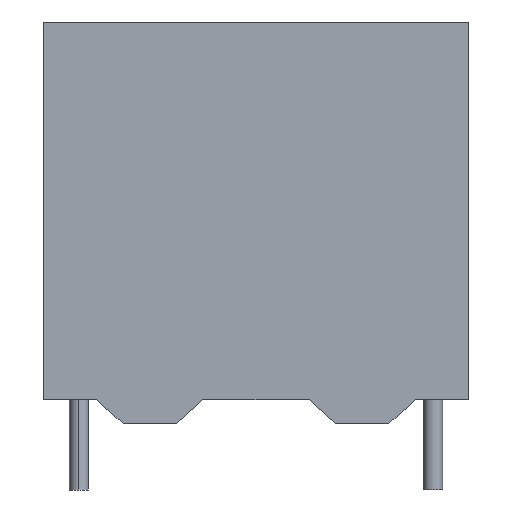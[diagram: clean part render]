
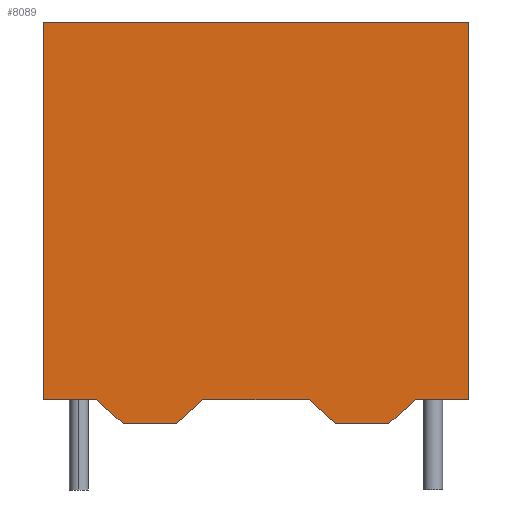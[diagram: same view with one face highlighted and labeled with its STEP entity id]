
A CAD part, left-side view. The second image highlights one B-rep face of the part: STEP entity #8089.
In plain terms, the highlighted planar face has unit normal (-1, 0, 0).
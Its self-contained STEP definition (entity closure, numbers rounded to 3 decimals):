
#124 = VECTOR ( 'NONE', #43672, 1000. ) ;
#497 = LINE ( 'NONE', #12838, #38133 ) ;
#1240 = VECTOR ( 'NONE', #18586, 1000. ) ;
#1837 = VECTOR ( 'NONE', #12516, 1000. ) ;
#2383 = DIRECTION ( 'NONE',  ( 0., 1., 0. ) ) ;
#2470 = CARTESIAN_POINT ( 'NONE',  ( 0., 9., 0. ) ) ;
#2998 = DIRECTION ( 'NONE',  ( 0., 0., 1. ) ) ;
#4004 = CARTESIAN_POINT ( 'NONE',  ( 0., 18., 1. ) ) ;
#4227 = VERTEX_POINT ( 'NONE', #10011 ) ;
#5002 = VERTEX_POINT ( 'NONE', #16363 ) ;
#5316 = LINE ( 'NONE', #43273, #6426 ) ;
#5960 = ORIENTED_EDGE ( 'NONE', *, *, #21307, .F. ) ;
#6153 = ORIENTED_EDGE ( 'NONE', *, *, #27151, .F. ) ;
#6240 = ORIENTED_EDGE ( 'NONE', *, *, #37023, .F. ) ;
#6426 = VECTOR ( 'NONE', #8072, 1000. ) ;
#7658 = CARTESIAN_POINT ( 'NONE',  ( 0., 9., 0. ) ) ;
#7951 = EDGE_CURVE ( 'NONE', #4227, #35801, #44755, .T. ) ;
#8069 = ORIENTED_EDGE ( 'NONE', *, *, #14357, .F. ) ;
#8072 = DIRECTION ( 'NONE',  ( 0., 0.747, -0.664 ) ) ;
#8089 = ADVANCED_FACE ( 'NONE', ( #45827 ), #23585, .F. ) ;
#9471 = CARTESIAN_POINT ( 'NONE',  ( 0., 11.25, 1. ) ) ;
#9491 = VERTEX_POINT ( 'NONE', #18054 ) ;
#9940 = CARTESIAN_POINT ( 'NONE',  ( 0., 18., 8.717 ) ) ;
#10011 = CARTESIAN_POINT ( 'NONE',  ( 0., 3.375, 0. ) ) ;
#10057 = EDGE_LOOP ( 'NONE', ( #6153, #8069, #18300, #10729, #6240, #26378, #25815, #43098, #33856, #5960, #11360, #26232 ) ) ;
#10106 = LINE ( 'NONE', #15948, #16100 ) ;
#10182 = VERTEX_POINT ( 'NONE', #29303 ) ;
#10317 = VERTEX_POINT ( 'NONE', #43007 ) ;
#10729 = ORIENTED_EDGE ( 'NONE', *, *, #19219, .F. ) ;
#11360 = ORIENTED_EDGE ( 'NONE', *, *, #33819, .F. ) ;
#12327 = LINE ( 'NONE', #30142, #1837 ) ;
#12433 = VECTOR ( 'NONE', #12805, 1000. ) ;
#12516 = DIRECTION ( 'NONE',  ( 0., 0.747, 0.664 ) ) ;
#12805 = DIRECTION ( 'NONE',  ( 0., 0.747, 0.664 ) ) ;
#12838 = CARTESIAN_POINT ( 'NONE',  ( 0., 11.25, 1. ) ) ;
#13148 = CARTESIAN_POINT ( 'NONE',  ( 0., 5.625, 0. ) ) ;
#13292 = CARTESIAN_POINT ( 'NONE',  ( 0., 18., 17. ) ) ;
#13629 = EDGE_CURVE ( 'NONE', #5002, #4227, #5316, .T. ) ;
#14178 = VECTOR ( 'NONE', #2998, 1000. ) ;
#14357 = EDGE_CURVE ( 'NONE', #28060, #41144, #21767, .T. ) ;
#15300 = VECTOR ( 'NONE', #17771, 1000. ) ;
#15948 = CARTESIAN_POINT ( 'NONE',  ( 0., 0., 8.717 ) ) ;
#16100 = VECTOR ( 'NONE', #37223, 1000. ) ;
#16363 = CARTESIAN_POINT ( 'NONE',  ( 0., 2.25, 1. ) ) ;
#17771 = DIRECTION ( 'NONE',  ( 0., 1., 0. ) ) ;
#18022 = CARTESIAN_POINT ( 'NONE',  ( 0., 14.625, 0. ) ) ;
#18054 = CARTESIAN_POINT ( 'NONE',  ( 0., 0., 1. ) ) ;
#18300 = ORIENTED_EDGE ( 'NONE', *, *, #38398, .F. ) ;
#18586 = DIRECTION ( 'NONE',  ( 0., 1., 0. ) ) ;
#19219 = EDGE_CURVE ( 'NONE', #30324, #10182, #497, .T. ) ;
#19282 = VERTEX_POINT ( 'NONE', #13292 ) ;
#20273 = LINE ( 'NONE', #39003, #15300 ) ;
#20364 = DIRECTION ( 'NONE',  ( 0., 0.747, -0.664 ) ) ;
#20670 = VECTOR ( 'NONE', #2383, 1000. ) ;
#21197 = CARTESIAN_POINT ( 'NONE',  ( 0., 9., 8.717 ) ) ;
#21307 = EDGE_CURVE ( 'NONE', #35757, #9491, #10106, .T. ) ;
#21547 = CARTESIAN_POINT ( 'NONE',  ( 0., 9., 1. ) ) ;
#21767 = LINE ( 'NONE', #33670, #12433 ) ;
#23585 = PLANE ( 'NONE',  #25317 ) ;
#23882 = DIRECTION ( 'NONE',  ( 0., 1., 0. ) ) ;
#25158 = VERTEX_POINT ( 'NONE', #4004 ) ;
#25317 = AXIS2_PLACEMENT_3D ( 'NONE', #21197, #35181, #32099 ) ;
#25815 = ORIENTED_EDGE ( 'NONE', *, *, #7951, .F. ) ;
#26232 = ORIENTED_EDGE ( 'NONE', *, *, #42865, .F. ) ;
#26378 = ORIENTED_EDGE ( 'NONE', *, *, #37948, .F. ) ;
#26434 = CARTESIAN_POINT ( 'NONE',  ( 0., 9., 1. ) ) ;
#26791 = LINE ( 'NONE', #26434, #20670 ) ;
#27020 = VECTOR ( 'NONE', #23882, 1000. ) ;
#27151 = EDGE_CURVE ( 'NONE', #41144, #25158, #26791, .T. ) ;
#27985 = CARTESIAN_POINT ( 'NONE',  ( 0., 9., 17. ) ) ;
#28060 = VERTEX_POINT ( 'NONE', #18022 ) ;
#29303 = CARTESIAN_POINT ( 'NONE',  ( 0., 12.375, 0. ) ) ;
#30142 = CARTESIAN_POINT ( 'NONE',  ( 0., 5.625, 0. ) ) ;
#30324 = VERTEX_POINT ( 'NONE', #9471 ) ;
#30800 = CARTESIAN_POINT ( 'NONE',  ( 0., 0., 17. ) ) ;
#31327 = VECTOR ( 'NONE', #42176, 1000. ) ;
#32099 = DIRECTION ( 'NONE',  ( 0., 0., -1. ) ) ;
#33573 = CARTESIAN_POINT ( 'NONE',  ( 0., 15.75, 1. ) ) ;
#33670 = CARTESIAN_POINT ( 'NONE',  ( 0., 14.625, 0. ) ) ;
#33819 = EDGE_CURVE ( 'NONE', #19282, #35757, #40726, .T. ) ;
#33856 = ORIENTED_EDGE ( 'NONE', *, *, #43804, .F. ) ;
#35181 = DIRECTION ( 'NONE',  ( 1., 0., 0. ) ) ;
#35757 = VERTEX_POINT ( 'NONE', #30800 ) ;
#35801 = VERTEX_POINT ( 'NONE', #13148 ) ;
#36623 = LINE ( 'NONE', #7658, #1240 ) ;
#37023 = EDGE_CURVE ( 'NONE', #10317, #30324, #37784, .T. ) ;
#37223 = DIRECTION ( 'NONE',  ( 0., 0., -1. ) ) ;
#37784 = LINE ( 'NONE', #21547, #124 ) ;
#37948 = EDGE_CURVE ( 'NONE', #35801, #10317, #12327, .T. ) ;
#38133 = VECTOR ( 'NONE', #20364, 1000. ) ;
#38398 = EDGE_CURVE ( 'NONE', #10182, #28060, #36623, .T. ) ;
#39003 = CARTESIAN_POINT ( 'NONE',  ( 0., 9., 1. ) ) ;
#40726 = LINE ( 'NONE', #27985, #31327 ) ;
#41144 = VERTEX_POINT ( 'NONE', #33573 ) ;
#42176 = DIRECTION ( 'NONE',  ( 0., -1., 0. ) ) ;
#42865 = EDGE_CURVE ( 'NONE', #25158, #19282, #43509, .T. ) ;
#43007 = CARTESIAN_POINT ( 'NONE',  ( 0., 6.75, 1. ) ) ;
#43098 = ORIENTED_EDGE ( 'NONE', *, *, #13629, .F. ) ;
#43273 = CARTESIAN_POINT ( 'NONE',  ( 0., 2.25, 1. ) ) ;
#43509 = LINE ( 'NONE', #9940, #14178 ) ;
#43672 = DIRECTION ( 'NONE',  ( 0., 1., 0. ) ) ;
#43804 = EDGE_CURVE ( 'NONE', #9491, #5002, #20273, .T. ) ;
#44755 = LINE ( 'NONE', #2470, #27020 ) ;
#45827 = FACE_OUTER_BOUND ( 'NONE', #10057, .T. ) ;
